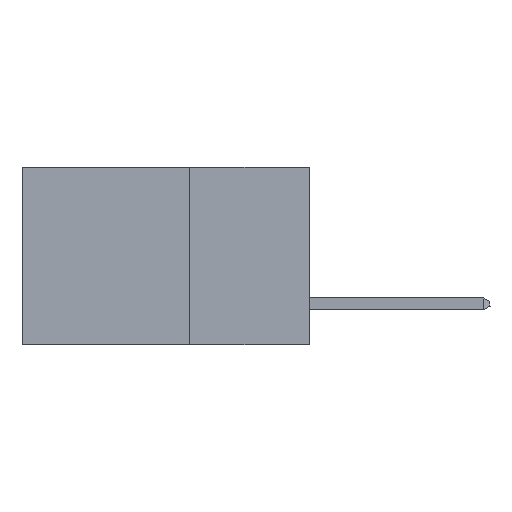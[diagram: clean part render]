
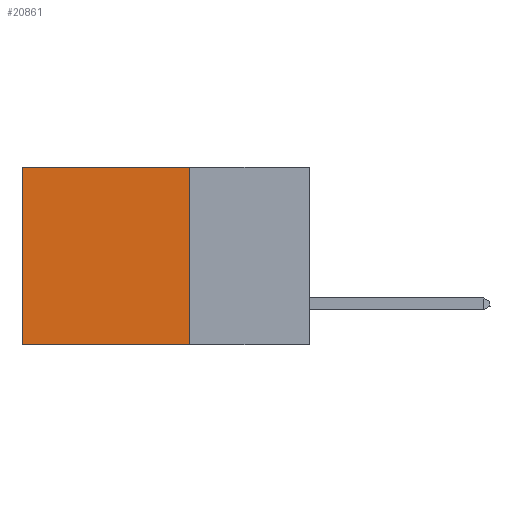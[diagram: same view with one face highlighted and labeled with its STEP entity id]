
A CAD part, left-side view. The second image highlights one B-rep face of the part: STEP entity #20861.
In plain terms, the highlighted planar face has unit normal (-1, 0, 0).
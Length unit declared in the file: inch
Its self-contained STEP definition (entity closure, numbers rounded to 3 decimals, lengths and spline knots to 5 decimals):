
#502 = EDGE_LOOP ( 'NONE', ( #17232, #22022, #22837, #13826 ) ) ;
#751 = VECTOR ( 'NONE', #21932, 39.37008 ) ;
#2591 = VERTEX_POINT ( 'NONE', #8776 ) ;
#2999 = CARTESIAN_POINT ( 'NONE',  ( 0.2875, 0.25, 0. ) ) ;
#3025 = CARTESIAN_POINT ( 'NONE',  ( 0.2875, 0.25, 0. ) ) ;
#3253 = VERTEX_POINT ( 'NONE', #21961 ) ;
#3460 = CARTESIAN_POINT ( 'NONE',  ( 0.2875, 0.25, 0. ) ) ;
#3642 = LINE ( 'NONE', #3025, #6456 ) ;
#4815 = DIRECTION ( 'NONE',  ( 0., 1., 0. ) ) ;
#5016 = DIRECTION ( 'NONE',  ( 0., 0., -1. ) ) ;
#5061 = DIRECTION ( 'NONE',  ( 0., 1., 0. ) ) ;
#5180 = CARTESIAN_POINT ( 'NONE',  ( 0.2875, 0.6, 0. ) ) ;
#5825 = DIRECTION ( 'NONE',  ( 0., 0., -1. ) ) ;
#6420 = AXIS2_PLACEMENT_3D ( 'NONE', #17475, #15609, #5016 ) ;
#6456 = VECTOR ( 'NONE', #4815, 39.37008 ) ;
#7212 = VERTEX_POINT ( 'NONE', #5180 ) ;
#7915 = LINE ( 'NONE', #15657, #22233 ) ;
#8465 = PLANE ( 'NONE',  #6420 ) ;
#8776 = CARTESIAN_POINT ( 'NONE',  ( 0.2875, 0.25, -0.37 ) ) ;
#10986 = VERTEX_POINT ( 'NONE', #2999 ) ;
#11957 = FACE_OUTER_BOUND ( 'NONE', #502, .T. ) ;
#12078 = EDGE_CURVE ( 'NONE', #2591, #3253, #7915, .T. ) ;
#12971 = VECTOR ( 'NONE', #5825, 39.37008 ) ;
#13826 = ORIENTED_EDGE ( 'NONE', *, *, #20257, .T. ) ;
#15180 = EDGE_CURVE ( 'NONE', #7212, #3253, #21787, .T. ) ;
#15609 = DIRECTION ( 'NONE',  ( 1., 0., 0. ) ) ;
#15657 = CARTESIAN_POINT ( 'NONE',  ( 0.2875, 0.25, -0.37 ) ) ;
#16836 = EDGE_CURVE ( 'NONE', #10986, #2591, #20643, .T. ) ;
#17232 = ORIENTED_EDGE ( 'NONE', *, *, #15180, .T. ) ;
#17475 = CARTESIAN_POINT ( 'NONE',  ( 0.2875, 0.25, 0. ) ) ;
#20216 = CARTESIAN_POINT ( 'NONE',  ( 0.2875, 0.6, 0. ) ) ;
#20257 = EDGE_CURVE ( 'NONE', #10986, #7212, #3642, .T. ) ;
#20643 = LINE ( 'NONE', #3460, #12971 ) ;
#20861 = ADVANCED_FACE ( 'NONE', ( #11957 ), #8465, .F. ) ;
#21787 = LINE ( 'NONE', #20216, #751 ) ;
#21932 = DIRECTION ( 'NONE',  ( 0., 0., -1. ) ) ;
#21961 = CARTESIAN_POINT ( 'NONE',  ( 0.2875, 0.6, -0.37 ) ) ;
#22022 = ORIENTED_EDGE ( 'NONE', *, *, #12078, .F. ) ;
#22233 = VECTOR ( 'NONE', #5061, 39.37008 ) ;
#22837 = ORIENTED_EDGE ( 'NONE', *, *, #16836, .F. ) ;
